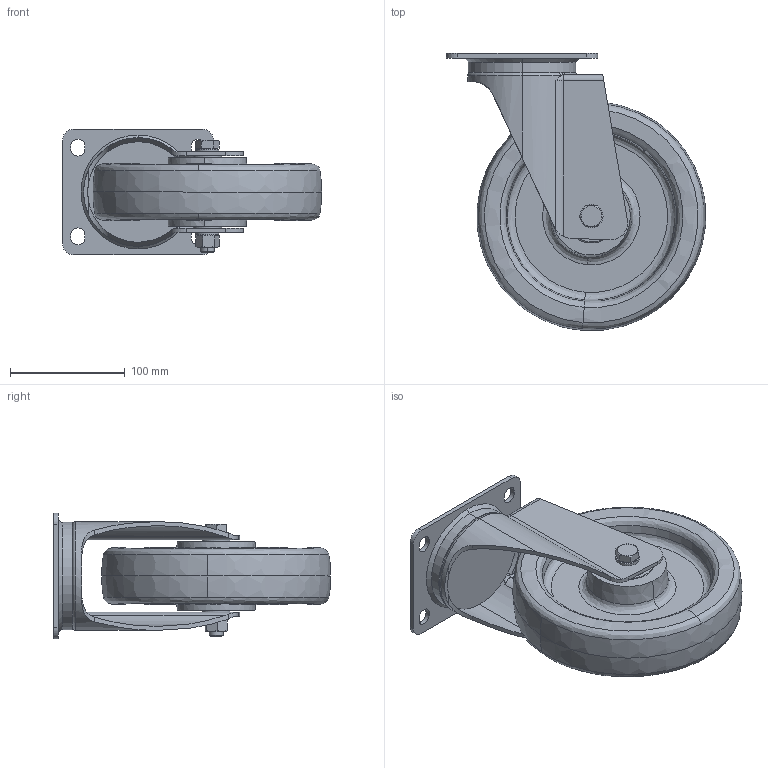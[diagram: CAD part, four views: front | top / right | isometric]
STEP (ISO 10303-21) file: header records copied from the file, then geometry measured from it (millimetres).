
FILE_DESCRIPTION (( 'STEP AP214' ), '1' );
FILE_NAME ('0029858_L-MV-PAM-200-K-3_(A-03).step', '2019-10-11T09:20:37', ( '' ), ( '' ), 'SwSTEP 2.0', 'SolidWorks 2018', '' );
FILE_SCHEMA (( 'AUTOMOTIVE_DESIGN' ));
Length unit declared in the file: millimetre
Products named in the file (1): 0029858_L-MV-PAM-200-K-3_(A-03)
Bounding box: 226.2 x 241.8 x 110 mm (x, y, z)
Volume: 1264560.7 mm3; surface area: 236585.2 mm2
Topology: 10 solids, 14 shells, 335 faces, 742 edges, 448 vertices
Faces by surface type: cylinder 110, plane 91, cone 54, torus 48, bspline 32
Entity records: 14956 total; most frequent: CARTESIAN_POINT 3706, DIRECTION 1660, ORIENTED_EDGE 1476, EDGE_CURVE 738, AXIS2_PLACEMENT_3D 710, VERTEX_POINT 448, CIRCLE 406, EDGE_LOOP 384
